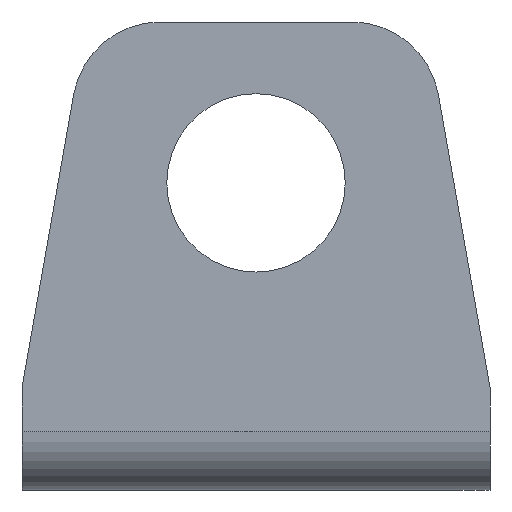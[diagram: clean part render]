
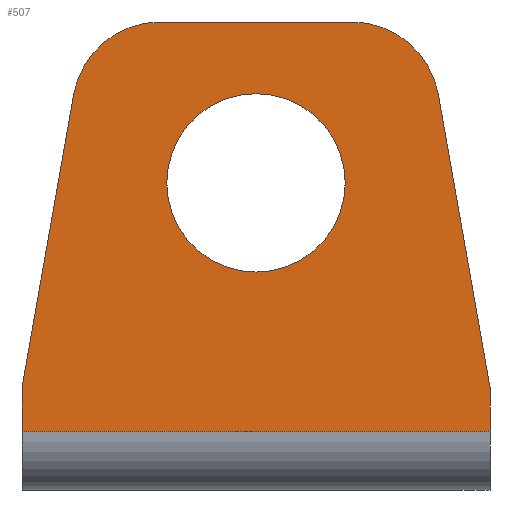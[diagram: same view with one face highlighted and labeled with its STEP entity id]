
A CAD part, front view. The second image highlights one B-rep face of the part: STEP entity #507.
In plain terms, the highlighted planar face has unit normal (0, -1, 0).
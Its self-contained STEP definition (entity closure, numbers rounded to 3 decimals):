
#31=CIRCLE('',#550,6.1);
#32=CIRCLE('',#551,6.);
#33=CIRCLE('',#552,6.);
#61=ORIENTED_EDGE('',*,*,#205,.F.);
#62=ORIENTED_EDGE('',*,*,#203,.F.);
#63=ORIENTED_EDGE('',*,*,#206,.T.);
#64=ORIENTED_EDGE('',*,*,#207,.F.);
#65=ORIENTED_EDGE('',*,*,#200,.T.);
#66=ORIENTED_EDGE('',*,*,#208,.F.);
#67=ORIENTED_EDGE('',*,*,#209,.F.);
#68=ORIENTED_EDGE('',*,*,#210,.T.);
#69=ORIENTED_EDGE('',*,*,#211,.T.);
#200=EDGE_CURVE('',#270,#272,#318,.T.);
#203=EDGE_CURVE('',#275,#276,#321,.T.);
#205=EDGE_CURVE('',#277,#277,#31,.F.);
#206=EDGE_CURVE('',#275,#278,#32,.F.);
#207=EDGE_CURVE('',#270,#278,#323,.T.);
#208=EDGE_CURVE('',#279,#272,#324,.T.);
#209=EDGE_CURVE('',#280,#279,#325,.T.);
#210=EDGE_CURVE('',#280,#281,#326,.T.);
#211=EDGE_CURVE('',#281,#276,#33,.F.);
#270=VERTEX_POINT('',#756);
#272=VERTEX_POINT('',#760);
#275=VERTEX_POINT('',#767);
#276=VERTEX_POINT('',#769);
#277=VERTEX_POINT('',#773);
#278=VERTEX_POINT('',#775);
#279=VERTEX_POINT('',#778);
#280=VERTEX_POINT('',#780);
#281=VERTEX_POINT('',#782);
#318=LINE('',#761,#368);
#321=LINE('',#768,#371);
#323=LINE('',#776,#373);
#324=LINE('',#777,#374);
#325=LINE('',#779,#375);
#326=LINE('',#781,#376);
#368=VECTOR('',#605,1000.);
#371=VECTOR('',#610,1000.);
#373=VECTOR('',#618,1000.);
#374=VECTOR('',#619,1000.);
#375=VECTOR('',#620,1000.);
#376=VECTOR('',#621,1000.);
#417=EDGE_LOOP('',(#61));
#418=EDGE_LOOP('',(#62,#63,#64,#65,#66,#67,#68,#69));
#453=FACE_BOUND('',#417,.T.);
#454=FACE_BOUND('',#418,.T.);
#489=PLANE('',#549);
#507=ADVANCED_FACE('',(#453,#454),#489,.F.);
#549=AXIS2_PLACEMENT_3D('',#771,#612,#613);
#550=AXIS2_PLACEMENT_3D('',#772,#614,#615);
#551=AXIS2_PLACEMENT_3D('',#774,#616,#617);
#552=AXIS2_PLACEMENT_3D('',#783,#622,#623);
#605=DIRECTION('',(0.,0.,-1.));
#610=DIRECTION('',(1.,0.,0.));
#612=DIRECTION('',(0.,1.,0.));
#613=DIRECTION('',(0.,0.,1.));
#614=DIRECTION('',(0.,1.,0.));
#615=DIRECTION('',(0.,0.,1.));
#616=DIRECTION('',(0.,1.,0.));
#617=DIRECTION('',(0.,0.,1.));
#618=DIRECTION('',(0.174,0.,0.985));
#619=DIRECTION('',(-1.,0.,0.));
#620=DIRECTION('',(0.,0.,-1.));
#621=DIRECTION('',(-0.174,0.,0.985));
#622=DIRECTION('',(0.,1.,0.));
#623=DIRECTION('',(0.,0.,1.));
#756=CARTESIAN_POINT('',(-16.,0.,7.));
#760=CARTESIAN_POINT('',(-16.,0.,4.));
#761=CARTESIAN_POINT('',(-16.,0.,32.));
#767=CARTESIAN_POINT('',(-6.557,0.,32.));
#768=CARTESIAN_POINT('',(-17.5,0.,32.));
#769=CARTESIAN_POINT('',(6.557,0.,32.));
#771=CARTESIAN_POINT('',(0.,0.,0.));
#772=CARTESIAN_POINT('',(0.,0.,21.));
#773=CARTESIAN_POINT('',(0.,0.,27.1));
#774=CARTESIAN_POINT('',(-6.557,0.,26.));
#775=CARTESIAN_POINT('',(-12.466,0.,27.042));
#776=CARTESIAN_POINT('',(-16.715,0.,2.947));
#777=CARTESIAN_POINT('',(0.,0.,4.));
#778=CARTESIAN_POINT('',(16.,0.,4.));
#779=CARTESIAN_POINT('',(16.,0.,32.));
#780=CARTESIAN_POINT('',(16.,0.,7.));
#781=CARTESIAN_POINT('',(16.715,0.,2.947));
#782=CARTESIAN_POINT('',(12.466,0.,27.042));
#783=CARTESIAN_POINT('',(6.557,0.,26.));
